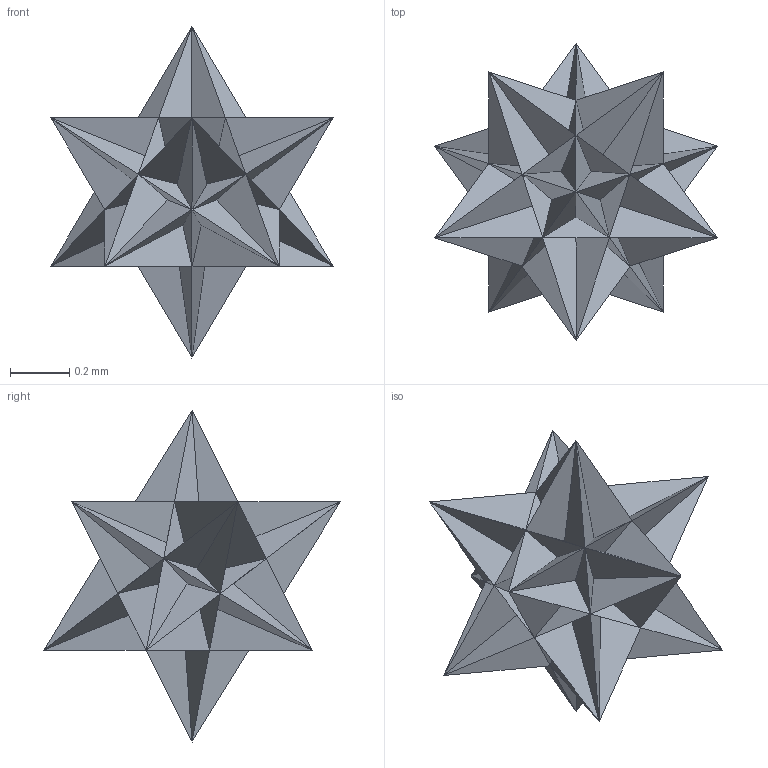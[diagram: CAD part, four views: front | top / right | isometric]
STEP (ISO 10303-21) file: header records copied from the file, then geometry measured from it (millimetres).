
FILE_DESCRIPTION (( 'STEP AP214' ), '1' );
FILE_NAME ('Great icosahedron.STEP', '2020-02-06T10:42:18', ( '' ), ( '' ), 'SwSTEP 2.0', 'SolidWorks 2019', '' );
FILE_SCHEMA (( 'AUTOMOTIVE_DESIGN' ));
Length unit declared in the file: millimetre
Products named in the file (1): Great icosahedron
Bounding box: 0.95 x 1 x 1.12 mm (x, y, z)
Volume: 0.1 mm3; surface area: 3.7 mm2
Topology: 1 solids, 1 shells, 180 faces, 270 edges, 92 vertices
Faces by surface type: plane 180
Entity records: 4216 total; most frequent: DIRECTION 632, CARTESIAN_POINT 543, ORIENTED_EDGE 540, LINE 270, EDGE_CURVE 270, VECTOR 270, AXIS2_PLACEMENT_3D 181, ADVANCED_FACE 180
